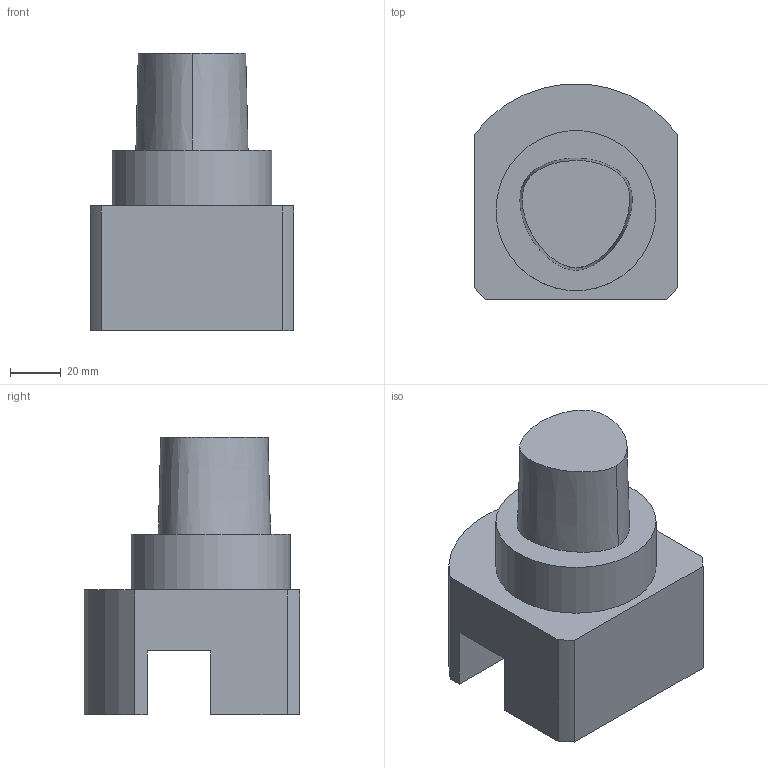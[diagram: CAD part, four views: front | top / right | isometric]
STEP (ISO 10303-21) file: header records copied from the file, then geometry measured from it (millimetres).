
FILE_DESCRIPTION((''),'1');
FILE_NAME('C6-90-BH25N-40071.stp','2017-05-03T04:33:41',(''),(''),'Spatial Interop R21 SP3','Kubotek KeyCreator 2011 V10.0.2 (22737)',' ');
FILE_SCHEMA(('automotive_design'));
Length unit declared in the file: millimetre
Products named in the file (1): 240[2]
Bounding box: 80 x 84.82 x 109 mm (x, y, z)
Volume: 381896.7 mm3; surface area: 39298.3 mm2
Topology: 1 solids, 1 shells, 18 faces, 42 edges, 27 vertices
Faces by surface type: plane 11, cylinder 4, bspline 2, cone 1
Full cylindrical faces by diameter (mm): 63 x1
Entity records: 1132 total; most frequent: CARTESIAN_POINT 287, ORIENTED_EDGE 80, DIRECTION 79, PRESENTATION_STYLE_ASSIGNMENT 78, COLOUR_RGB 78, STYLED_ITEM 59, CURVE_STYLE 59, DRAUGHTING_PRE_DEFINED_CURVE_FONT 59
